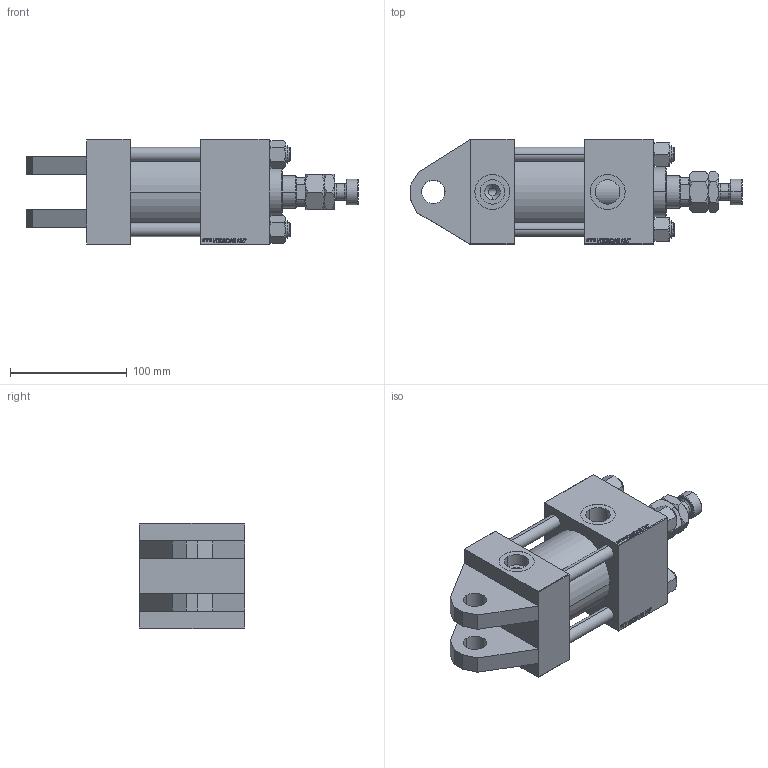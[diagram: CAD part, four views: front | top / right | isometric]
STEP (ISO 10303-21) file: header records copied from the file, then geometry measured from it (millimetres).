
FILE_DESCRIPTION (( 'STEP AP203' ), '1' );
FILE_NAME ('cdf4.STEP', '2022-04-16T13:44:29', ( '' ), ( '' ), 'SwSTEP 2.0', 'SolidWorks 2019', '' );
FILE_SCHEMA (( 'CONFIG_CONTROL_DESIGN' ));
Length unit declared in the file: millimetre
Products named in the file (7): V215CR_TYCINKA_H f7522ec366a0e73425b76e24e0eb1f33; V215CR_H_Body f7522ec366a0e73425b76e24e0eb1f33; NUT_M5_H f7522ec366a0e73425b76e24e0eb1f33; MFA f7522ec366a0e73425b76e24e0eb1f33; V215_VC_A f7522ec366a0e73425b76e24e0eb1f33; V215CR_VCP_H f7522ec366a0e73425b76e24e0eb1f33; cdf4
Assembly tree (12 placements, depth 2):
  cdf4
    V215CR_H_Body f7522ec366a0e73425b76e24e0eb1f33
    V215CR_VCP_H f7522ec366a0e73425b76e24e0eb1f33
    V215CR_TYCINKA_H f7522ec366a0e73425b76e24e0eb1f33  x4
    NUT_M5_H f7522ec366a0e73425b76e24e0eb1f33  x4
    V215_VC_A f7522ec366a0e73425b76e24e0eb1f33
    MFA f7522ec366a0e73425b76e24e0eb1f33
Bounding box: 284 x 90 x 90 mm (x, y, z)
Volume: 1064637.5 mm3; surface area: 202649.9 mm2
Topology: 12 solids, 12 shells, 1181 faces, 2948 edges, 1901 vertices
Faces by surface type: plane 534, bspline 392, cone 156, cylinder 87, torus 12
Entity records: 51448 total; most frequent: CARTESIAN_POINT 27603, ORIENTED_EDGE 5388, DIRECTION 3418, EDGE_CURVE 2694, VERTEX_POINT 1757, LINE 1592, VECTOR 1592, EDGE_LOOP 1187
